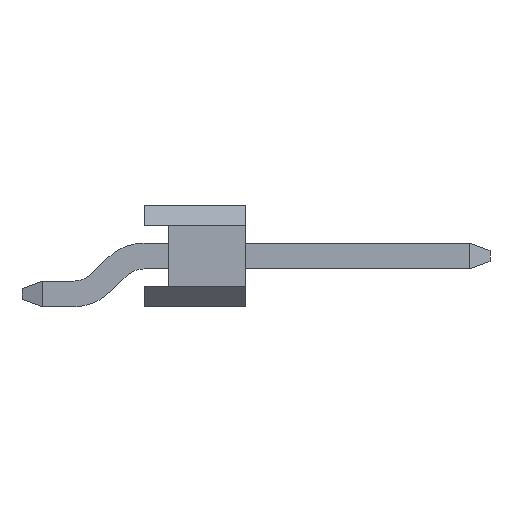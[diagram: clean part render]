
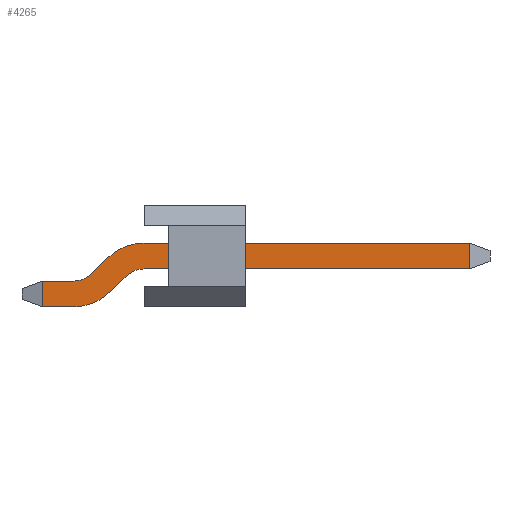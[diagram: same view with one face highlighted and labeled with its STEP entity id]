
A CAD part, front view. The second image highlights one B-rep face of the part: STEP entity #4265.
In plain terms, the highlighted planar face has unit normal (0, -1, 0).
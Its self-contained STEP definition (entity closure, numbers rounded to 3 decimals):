
#4110 = VERTEX_POINT('',#4111);
#4111 = CARTESIAN_POINT('',(2.111,-0.318,0.933));
#4117 = EDGE_CURVE('',#4110,#4118,#4120,.T.);
#4118 = VERTEX_POINT('',#4119);
#4119 = CARTESIAN_POINT('',(10.103,-0.318,0.933));
#4120 = LINE('',#4121,#4122);
#4121 = CARTESIAN_POINT('',(2.111,-0.318,0.933));
#4122 = VECTOR('',#4123,1.);
#4123 = DIRECTION('',(1.,0.,0.));
#4265 = ADVANCED_FACE('',(#4266),#4359,.F.);
#4266 = FACE_BOUND('',#4267,.F.);
#4267 = EDGE_LOOP('',(#4268,#4269,#4278,#4286,#4295,#4303,#4311,#4319,
    #4328,#4336,#4345,#4353));
#4268 = ORIENTED_EDGE('',*,*,#4117,.F.);
#4269 = ORIENTED_EDGE('',*,*,#4270,.T.);
#4270 = EDGE_CURVE('',#4110,#4271,#4273,.T.);
#4271 = VERTEX_POINT('',#4272);
#4272 = CARTESIAN_POINT('',(1.667,-0.318,0.751));
#4273 = CIRCLE('',#4274,0.635);
#4274 = AXIS2_PLACEMENT_3D('',#4275,#4276,#4277);
#4275 = CARTESIAN_POINT('',(2.111,-0.318,0.298));
#4276 = DIRECTION('',(0.,-1.,0.));
#4277 = DIRECTION('',(-1.,0.,0.));
#4278 = ORIENTED_EDGE('',*,*,#4279,.T.);
#4279 = EDGE_CURVE('',#4271,#4280,#4282,.T.);
#4280 = VERTEX_POINT('',#4281);
#4281 = CARTESIAN_POINT('',(1.269,-0.318,0.362));
#4282 = LINE('',#4283,#4284);
#4283 = CARTESIAN_POINT('',(1.667,-0.318,0.751));
#4284 = VECTOR('',#4285,1.);
#4285 = DIRECTION('',(-0.715,0.,
    -0.699));
#4286 = ORIENTED_EDGE('',*,*,#4287,.F.);
#4287 = EDGE_CURVE('',#4288,#4280,#4290,.T.);
#4288 = VERTEX_POINT('',#4289);
#4289 = CARTESIAN_POINT('',(0.381,-0.318,0.));
#4290 = CIRCLE('',#4291,1.27);
#4291 = AXIS2_PLACEMENT_3D('',#4292,#4293,#4294);
#4292 = CARTESIAN_POINT('',(0.381,-0.318,1.27));
#4293 = DIRECTION('',(0.,-1.,0.));
#4294 = DIRECTION('',(-1.,0.,0.));
#4295 = ORIENTED_EDGE('',*,*,#4296,.F.);
#4296 = EDGE_CURVE('',#4297,#4288,#4299,.T.);
#4297 = VERTEX_POINT('',#4298);
#4298 = CARTESIAN_POINT('',(-0.381,-0.318,0.));
#4299 = LINE('',#4300,#4301);
#4300 = CARTESIAN_POINT('',(-0.889,-0.318,0.));
#4301 = VECTOR('',#4302,1.);
#4302 = DIRECTION('',(1.,0.,0.));
#4303 = ORIENTED_EDGE('',*,*,#4304,.F.);
#4304 = EDGE_CURVE('',#4305,#4297,#4307,.T.);
#4305 = VERTEX_POINT('',#4306);
#4306 = CARTESIAN_POINT('',(-0.381,-0.318,0.635));
#4307 = LINE('',#4308,#4309);
#4308 = CARTESIAN_POINT('',(-0.381,-0.318,0.845));
#4309 = VECTOR('',#4310,1.);
#4310 = DIRECTION('',(0.,0.,-1.));
#4311 = ORIENTED_EDGE('',*,*,#4312,.F.);
#4312 = EDGE_CURVE('',#4313,#4305,#4315,.T.);
#4313 = VERTEX_POINT('',#4314);
#4314 = CARTESIAN_POINT('',(0.381,-0.318,0.635));
#4315 = LINE('',#4316,#4317);
#4316 = CARTESIAN_POINT('',(0.381,-0.318,0.635));
#4317 = VECTOR('',#4318,1.);
#4318 = DIRECTION('',(-1.,0.,0.));
#4319 = ORIENTED_EDGE('',*,*,#4320,.T.);
#4320 = EDGE_CURVE('',#4313,#4321,#4323,.T.);
#4321 = VERTEX_POINT('',#4322);
#4322 = CARTESIAN_POINT('',(0.825,-0.318,0.816));
#4323 = CIRCLE('',#4324,0.635);
#4324 = AXIS2_PLACEMENT_3D('',#4325,#4326,#4327);
#4325 = CARTESIAN_POINT('',(0.381,-0.318,1.27));
#4326 = DIRECTION('',(0.,-1.,0.));
#4327 = DIRECTION('',(-1.,0.,0.));
#4328 = ORIENTED_EDGE('',*,*,#4329,.T.);
#4329 = EDGE_CURVE('',#4321,#4330,#4332,.T.);
#4330 = VERTEX_POINT('',#4331);
#4331 = CARTESIAN_POINT('',(1.223,-0.318,1.205));
#4332 = LINE('',#4333,#4334);
#4333 = CARTESIAN_POINT('',(0.825,-0.318,0.816));
#4334 = VECTOR('',#4335,1.);
#4335 = DIRECTION('',(0.715,0.,0.699)
  );
#4336 = ORIENTED_EDGE('',*,*,#4337,.F.);
#4337 = EDGE_CURVE('',#4338,#4330,#4340,.T.);
#4338 = VERTEX_POINT('',#4339);
#4339 = CARTESIAN_POINT('',(2.111,-0.318,1.568));
#4340 = CIRCLE('',#4341,1.27);
#4341 = AXIS2_PLACEMENT_3D('',#4342,#4343,#4344);
#4342 = CARTESIAN_POINT('',(2.111,-0.318,0.298));
#4343 = DIRECTION('',(0.,-1.,0.));
#4344 = DIRECTION('',(-1.,0.,0.));
#4345 = ORIENTED_EDGE('',*,*,#4346,.F.);
#4346 = EDGE_CURVE('',#4347,#4338,#4349,.T.);
#4347 = VERTEX_POINT('',#4348);
#4348 = CARTESIAN_POINT('',(10.103,-0.318,1.568));
#4349 = LINE('',#4350,#4351);
#4350 = CARTESIAN_POINT('',(10.611,-0.318,1.568));
#4351 = VECTOR('',#4352,1.);
#4352 = DIRECTION('',(-1.,0.,0.));
#4353 = ORIENTED_EDGE('',*,*,#4354,.F.);
#4354 = EDGE_CURVE('',#4118,#4347,#4355,.T.);
#4355 = LINE('',#4356,#4357);
#4356 = CARTESIAN_POINT('',(10.103,-0.318,1.311));
#4357 = VECTOR('',#4358,1.);
#4358 = DIRECTION('',(0.,0.,1.));
#4359 = PLANE('',#4360);
#4360 = AXIS2_PLACEMENT_3D('',#4361,#4362,#4363);
#4361 = CARTESIAN_POINT('',(4.774,-0.318,1.055));
#4362 = DIRECTION('',(0.,1.,0.));
#4363 = DIRECTION('',(0.,0.,1.));
